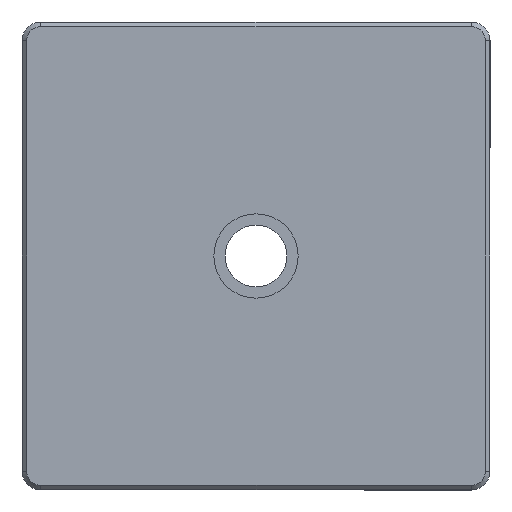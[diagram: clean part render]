
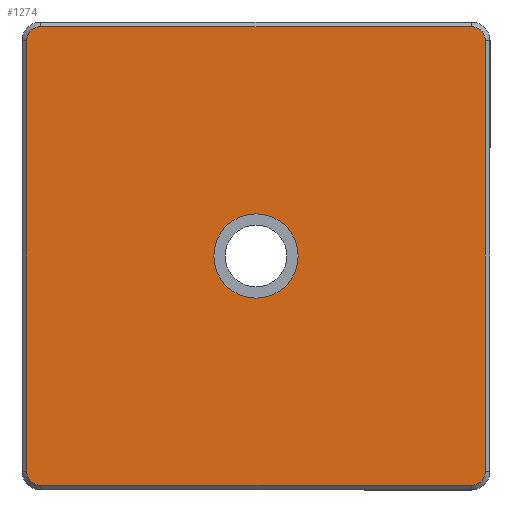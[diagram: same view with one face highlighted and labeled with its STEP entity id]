
A CAD part, front view. The second image highlights one B-rep face of the part: STEP entity #1274.
In plain terms, the highlighted planar face has unit normal (0, -1, 0).
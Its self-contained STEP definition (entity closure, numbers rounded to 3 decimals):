
#111 = EDGE_CURVE ( 'NONE', #1399, #2736, #1767, .T. ) ;
#124 = CARTESIAN_POINT ( 'NONE',  ( 11.5, -3., -11.5 ) ) ;
#138 = DIRECTION ( 'NONE',  ( 1., 0., 0. ) ) ;
#160 = CIRCLE ( 'NONE', #3125, 0.75 ) ;
#188 = DIRECTION ( 'NONE',  ( 0., 1., 0. ) ) ;
#263 = ORIENTED_EDGE ( 'NONE', *, *, #2291, .T. ) ;
#265 = DIRECTION ( 'NONE',  ( 0., 0., 1. ) ) ;
#309 = EDGE_CURVE ( 'NONE', #979, #3283, #1477, .T. ) ;
#357 = CARTESIAN_POINT ( 'NONE',  ( 0., -3., -2.25 ) ) ;
#519 = ORIENTED_EDGE ( 'NONE', *, *, #111, .T. ) ;
#577 = EDGE_LOOP ( 'NONE', ( #1064, #1852, #1188, #2312, #263, #860, #2018, #1588 ) ) ;
#643 = DIRECTION ( 'NONE',  ( 0., 0., 1. ) ) ;
#685 = VERTEX_POINT ( 'NONE', #1398 ) ;
#730 = VERTEX_POINT ( 'NONE', #1728 ) ;
#800 = EDGE_CURVE ( 'NONE', #3283, #730, #877, .T. ) ;
#834 = CIRCLE ( 'NONE', #2248, 0.75 ) ;
#860 = ORIENTED_EDGE ( 'NONE', *, *, #3228, .T. ) ;
#867 = CARTESIAN_POINT ( 'NONE',  ( -11.5, -3., 11.5 ) ) ;
#877 = LINE ( 'NONE', #3066, #968 ) ;
#878 = DIRECTION ( 'NONE',  ( 0., 0., -1. ) ) ;
#921 = LINE ( 'NONE', #1923, #3259 ) ;
#968 = VECTOR ( 'NONE', #138, 1000. ) ;
#969 = DIRECTION ( 'NONE',  ( 0., 0., 1. ) ) ;
#979 = VERTEX_POINT ( 'NONE', #1104 ) ;
#980 = VERTEX_POINT ( 'NONE', #2945 ) ;
#1034 = EDGE_CURVE ( 'NONE', #685, #980, #834, .T. ) ;
#1049 = EDGE_CURVE ( 'NONE', #1943, #685, #1557, .T. ) ;
#1064 = ORIENTED_EDGE ( 'NONE', *, *, #1034, .T. ) ;
#1099 = EDGE_CURVE ( 'NONE', #980, #979, #921, .T. ) ;
#1104 = CARTESIAN_POINT ( 'NONE',  ( -12.25, -3., -11.5 ) ) ;
#1188 = ORIENTED_EDGE ( 'NONE', *, *, #309, .T. ) ;
#1200 = AXIS2_PLACEMENT_3D ( 'NONE', #1934, #2195, #2816 ) ;
#1274 = ADVANCED_FACE ( 'NONE', ( #1346, #1642 ), #2033, .F. ) ;
#1323 = CARTESIAN_POINT ( 'NONE',  ( 0., -3., 0. ) ) ;
#1346 = FACE_OUTER_BOUND ( 'NONE', #577, .T. ) ;
#1380 = DIRECTION ( 'NONE',  ( 0., -1., 0. ) ) ;
#1389 = DIRECTION ( 'NONE',  ( 0., -1., 0. ) ) ;
#1398 = CARTESIAN_POINT ( 'NONE',  ( -11.5, -3., 12.25 ) ) ;
#1399 = VERTEX_POINT ( 'NONE', #1840 ) ;
#1441 = DIRECTION ( 'NONE',  ( 0., -1., 0. ) ) ;
#1477 = CIRCLE ( 'NONE', #2810, 0.75 ) ;
#1511 = CARTESIAN_POINT ( 'NONE',  ( -11.5, -3., -11.5 ) ) ;
#1551 = CARTESIAN_POINT ( 'NONE',  ( 12.25, -3., -11.5 ) ) ;
#1557 = LINE ( 'NONE', #2754, #2999 ) ;
#1588 = ORIENTED_EDGE ( 'NONE', *, *, #1049, .T. ) ;
#1614 = DIRECTION ( 'NONE',  ( 0., 1., 0. ) ) ;
#1642 = FACE_BOUND ( 'NONE', #2107, .T. ) ;
#1728 = CARTESIAN_POINT ( 'NONE',  ( 11.5, -3., -12.25 ) ) ;
#1767 = CIRCLE ( 'NONE', #3054, 2.25 ) ;
#1780 = CARTESIAN_POINT ( 'NONE',  ( 12.25, -3., 11.5 ) ) ;
#1826 = CIRCLE ( 'NONE', #1200, 2.25 ) ;
#1840 = CARTESIAN_POINT ( 'NONE',  ( 0., -3., 2.25 ) ) ;
#1852 = ORIENTED_EDGE ( 'NONE', *, *, #1099, .T. ) ;
#1923 = CARTESIAN_POINT ( 'NONE',  ( -12.25, -3., 0. ) ) ;
#1934 = CARTESIAN_POINT ( 'NONE',  ( 0., -3., 0. ) ) ;
#1943 = VERTEX_POINT ( 'NONE', #3153 ) ;
#1978 = AXIS2_PLACEMENT_3D ( 'NONE', #2405, #1380, #265 ) ;
#2016 = ORIENTED_EDGE ( 'NONE', *, *, #3247, .T. ) ;
#2018 = ORIENTED_EDGE ( 'NONE', *, *, #2655, .T. ) ;
#2033 = PLANE ( 'NONE',  #2684 ) ;
#2057 = CARTESIAN_POINT ( 'NONE',  ( 0., -3., 0. ) ) ;
#2107 = EDGE_LOOP ( 'NONE', ( #519, #2016 ) ) ;
#2138 = DIRECTION ( 'NONE',  ( 0., 0., 1. ) ) ;
#2183 = DIRECTION ( 'NONE',  ( -1., 0., 0. ) ) ;
#2195 = DIRECTION ( 'NONE',  ( 0., 1., 0. ) ) ;
#2248 = AXIS2_PLACEMENT_3D ( 'NONE', #867, #1389, #2732 ) ;
#2273 = DIRECTION ( 'NONE',  ( 0., -1., 0. ) ) ;
#2291 = EDGE_CURVE ( 'NONE', #730, #3403, #160, .T. ) ;
#2312 = ORIENTED_EDGE ( 'NONE', *, *, #800, .T. ) ;
#2405 = CARTESIAN_POINT ( 'NONE',  ( 11.5, -3., 11.5 ) ) ;
#2441 = CARTESIAN_POINT ( 'NONE',  ( 12.25, -3., 0. ) ) ;
#2655 = EDGE_CURVE ( 'NONE', #3466, #1943, #3165, .T. ) ;
#2684 = AXIS2_PLACEMENT_3D ( 'NONE', #2057, #188, #3123 ) ;
#2732 = DIRECTION ( 'NONE',  ( 0., 0., 1. ) ) ;
#2736 = VERTEX_POINT ( 'NONE', #357 ) ;
#2754 = CARTESIAN_POINT ( 'NONE',  ( 0., -3., 12.25 ) ) ;
#2810 = AXIS2_PLACEMENT_3D ( 'NONE', #1511, #2273, #969 ) ;
#2816 = DIRECTION ( 'NONE',  ( 0., 0., 1. ) ) ;
#2945 = CARTESIAN_POINT ( 'NONE',  ( -12.25, -3., 11.5 ) ) ;
#2980 = DIRECTION ( 'NONE',  ( 0., 0., 1. ) ) ;
#2999 = VECTOR ( 'NONE', #2183, 1000. ) ;
#3054 = AXIS2_PLACEMENT_3D ( 'NONE', #1323, #1614, #2138 ) ;
#3066 = CARTESIAN_POINT ( 'NONE',  ( 0., -3., -12.25 ) ) ;
#3071 = VECTOR ( 'NONE', #2980, 1000. ) ;
#3123 = DIRECTION ( 'NONE',  ( 0., 0., 1. ) ) ;
#3125 = AXIS2_PLACEMENT_3D ( 'NONE', #124, #1441, #643 ) ;
#3153 = CARTESIAN_POINT ( 'NONE',  ( 11.5, -3., 12.25 ) ) ;
#3165 = CIRCLE ( 'NONE', #1978, 0.75 ) ;
#3228 = EDGE_CURVE ( 'NONE', #3403, #3466, #3452, .T. ) ;
#3247 = EDGE_CURVE ( 'NONE', #2736, #1399, #1826, .T. ) ;
#3259 = VECTOR ( 'NONE', #878, 1000. ) ;
#3283 = VERTEX_POINT ( 'NONE', #3364 ) ;
#3364 = CARTESIAN_POINT ( 'NONE',  ( -11.5, -3., -12.25 ) ) ;
#3403 = VERTEX_POINT ( 'NONE', #1551 ) ;
#3452 = LINE ( 'NONE', #2441, #3071 ) ;
#3466 = VERTEX_POINT ( 'NONE', #1780 ) ;
